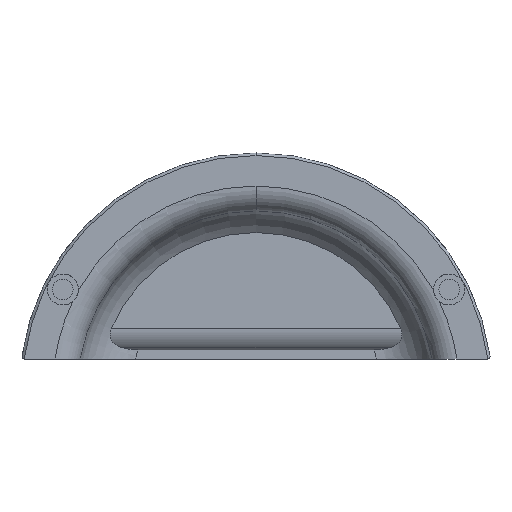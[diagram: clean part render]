
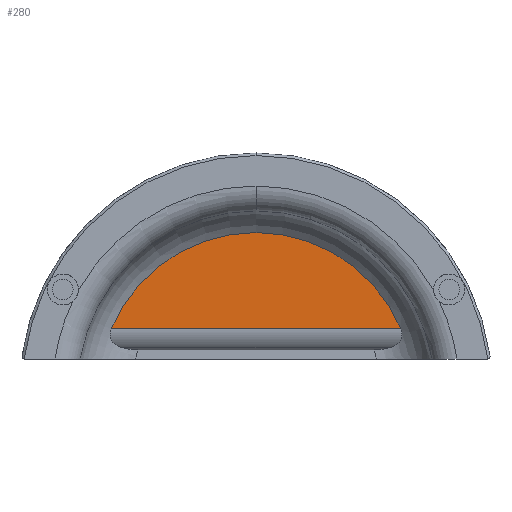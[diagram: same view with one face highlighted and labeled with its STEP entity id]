
A CAD part, front view. The second image highlights one B-rep face of the part: STEP entity #280.
In plain terms, the highlighted planar face has unit normal (0, -1, 0).
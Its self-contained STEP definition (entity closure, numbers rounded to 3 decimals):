
#16 = DIRECTION ( 'NONE',  ( -1., 0., 0. ) ) ;
#63 = VERTEX_POINT ( 'NONE', #572 ) ;
#270 = VERTEX_POINT ( 'NONE', #438 ) ;
#280 = ADVANCED_FACE ( 'NONE', ( #1305 ), #429, .F. ) ;
#385 = LINE ( 'NONE', #1615, #611 ) ;
#425 = CIRCLE ( 'NONE', #962, 30.428 ) ;
#429 = PLANE ( 'NONE',  #520 ) ;
#438 = CARTESIAN_POINT ( 'NONE',  ( 28.086, 9.5, 5.828 ) ) ;
#487 = ORIENTED_EDGE ( 'NONE', *, *, #2203, .T. ) ;
#520 = AXIS2_PLACEMENT_3D ( 'NONE', #603, #980, #1510 ) ;
#572 = CARTESIAN_POINT ( 'NONE',  ( -28.086, 9.5, 5.828 ) ) ;
#603 = CARTESIAN_POINT ( 'NONE',  ( 0., 9.5, -5.878 ) ) ;
#611 = VECTOR ( 'NONE', #16, 1000. ) ;
#635 = EDGE_LOOP ( 'NONE', ( #699, #487 ) ) ;
#689 = DIRECTION ( 'NONE',  ( 0., 0., -1. ) ) ;
#699 = ORIENTED_EDGE ( 'NONE', *, *, #1918, .F. ) ;
#882 = CARTESIAN_POINT ( 'NONE',  ( 0., 9.5, -5.878 ) ) ;
#962 = AXIS2_PLACEMENT_3D ( 'NONE', #882, #1062, #689 ) ;
#980 = DIRECTION ( 'NONE',  ( 0., 1., 0. ) ) ;
#1062 = DIRECTION ( 'NONE',  ( 0., -1., 0. ) ) ;
#1305 = FACE_OUTER_BOUND ( 'NONE', #635, .T. ) ;
#1510 = DIRECTION ( 'NONE',  ( 0., 0., 1. ) ) ;
#1615 = CARTESIAN_POINT ( 'NONE',  ( 0., 9.5, 5.828 ) ) ;
#1918 = EDGE_CURVE ( 'NONE', #270, #63, #385, .T. ) ;
#2203 = EDGE_CURVE ( 'NONE', #270, #63, #425, .T. ) ;
